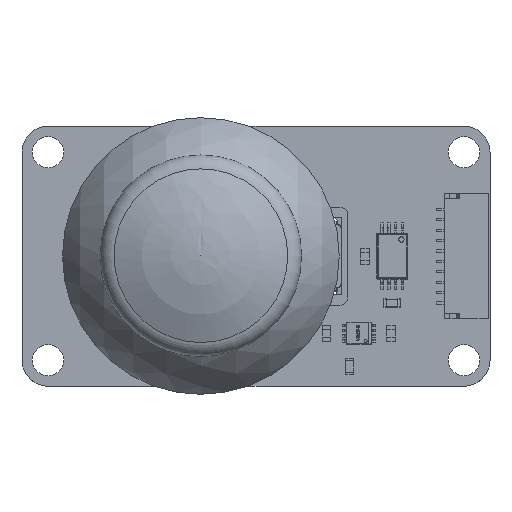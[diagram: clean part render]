
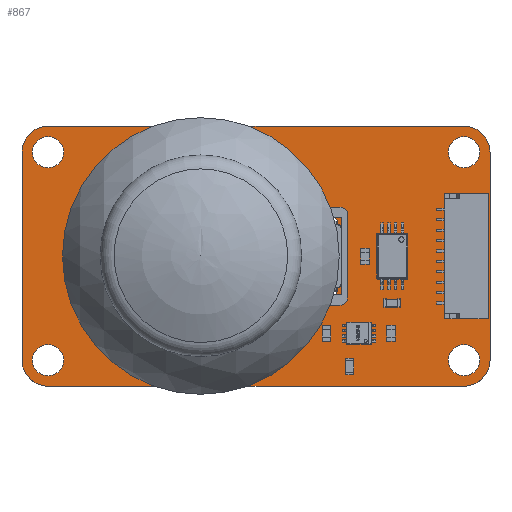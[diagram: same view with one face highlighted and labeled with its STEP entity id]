
A CAD part, top view. The second image highlights one B-rep face of the part: STEP entity #867.
In plain terms, the highlighted planar face has unit normal (0, 0, 1).
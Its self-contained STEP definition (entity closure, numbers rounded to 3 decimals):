
#22 = VERTEX_POINT('',#23);
#23 = CARTESIAN_POINT('',(-20.,12.499,0.));
#41 = VERTEX_POINT('',#42);
#42 = CARTESIAN_POINT('',(-22.499,10.,0.));
#48 = EDGE_CURVE('',#22,#41,#49,.T.);
#49 = CIRCLE('',#50,2.499);
#50 = AXIS2_PLACEMENT_3D('',#51,#52,#53);
#51 = CARTESIAN_POINT('',(-20.,10.,0.));
#52 = DIRECTION('',(0.,0.,1.));
#53 = DIRECTION('',(0.,1.,0.));
#64 = VERTEX_POINT('',#65);
#65 = CARTESIAN_POINT('',(20.,12.499,0.));
#80 = EDGE_CURVE('',#64,#22,#81,.T.);
#81 = LINE('',#82,#83);
#82 = CARTESIAN_POINT('',(20.,12.499,0.));
#83 = VECTOR('',#84,1.);
#84 = DIRECTION('',(-1.,0.,0.));
#104 = VERTEX_POINT('',#105);
#105 = CARTESIAN_POINT('',(-22.499,-10.,0.));
#111 = EDGE_CURVE('',#41,#104,#112,.T.);
#112 = LINE('',#113,#114);
#113 = CARTESIAN_POINT('',(-22.499,10.,0.));
#114 = VECTOR('',#115,1.);
#115 = DIRECTION('',(0.,-1.,0.));
#126 = VERTEX_POINT('',#127);
#127 = CARTESIAN_POINT('',(22.499,10.,0.));
#143 = EDGE_CURVE('',#126,#64,#144,.T.);
#144 = CIRCLE('',#145,2.499);
#145 = AXIS2_PLACEMENT_3D('',#146,#147,#148);
#146 = CARTESIAN_POINT('',(20.,10.,0.));
#147 = DIRECTION('',(-0.,0.,1.));
#148 = DIRECTION('',(1.,0.,0.));
#169 = VERTEX_POINT('',#170);
#170 = CARTESIAN_POINT('',(-20.,-12.499,0.));
#176 = EDGE_CURVE('',#104,#169,#177,.T.);
#177 = CIRCLE('',#178,2.499);
#178 = AXIS2_PLACEMENT_3D('',#179,#180,#181);
#179 = CARTESIAN_POINT('',(-20.,-10.,0.));
#180 = DIRECTION('',(0.,0.,1.));
#181 = DIRECTION('',(-1.,0.,0.));
#201 = VERTEX_POINT('',#202);
#202 = CARTESIAN_POINT('',(22.499,-10.,0.));
#208 = EDGE_CURVE('',#126,#201,#209,.T.);
#209 = LINE('',#210,#211);
#210 = CARTESIAN_POINT('',(22.499,10.,0.));
#211 = VECTOR('',#212,1.);
#212 = DIRECTION('',(0.,-1.,0.));
#232 = VERTEX_POINT('',#233);
#233 = CARTESIAN_POINT('',(20.,-12.499,0.));
#239 = EDGE_CURVE('',#169,#232,#240,.T.);
#240 = LINE('',#241,#242);
#241 = CARTESIAN_POINT('',(-20.,-12.499,0.));
#242 = VECTOR('',#243,1.);
#243 = DIRECTION('',(1.,0.,0.));
#262 = EDGE_CURVE('',#232,#201,#263,.T.);
#263 = CIRCLE('',#264,2.499);
#264 = AXIS2_PLACEMENT_3D('',#265,#266,#267);
#265 = CARTESIAN_POINT('',(20.,-10.,0.));
#266 = DIRECTION('',(-0.,0.,1.));
#267 = DIRECTION('',(0.,-1.,0.));
#278 = VERTEX_POINT('',#279);
#279 = CARTESIAN_POINT('',(2.949,-2.751,0.));
#295 = EDGE_CURVE('',#278,#278,#296,.T.);
#296 = CIRCLE('',#297,0.5);
#297 = AXIS2_PLACEMENT_3D('',#298,#299,#300);
#298 = CARTESIAN_POINT('',(2.949,-3.251,0.));
#299 = DIRECTION('',(0.,-0.,1.));
#300 = DIRECTION('',(0.,1.,0.));
#311 = VERTEX_POINT('',#312);
#312 = CARTESIAN_POINT('',(1.349,-6.999,0.));
#328 = EDGE_CURVE('',#311,#311,#329,.T.);
#329 = CIRCLE('',#330,0.751);
#330 = AXIS2_PLACEMENT_3D('',#331,#332,#333);
#331 = CARTESIAN_POINT('',(1.349,-7.75,0.));
#332 = DIRECTION('',(0.,-0.,1.));
#333 = DIRECTION('',(0.,1.,0.));
#344 = VERTEX_POINT('',#345);
#345 = CARTESIAN_POINT('',(-18.5,-10.,0.));
#361 = EDGE_CURVE('',#344,#344,#362,.T.);
#362 = CIRCLE('',#363,1.5);
#363 = AXIS2_PLACEMENT_3D('',#364,#365,#366);
#364 = CARTESIAN_POINT('',(-20.,-10.,0.));
#365 = DIRECTION('',(0.,0.,1.));
#366 = DIRECTION('',(1.,0.,0.));
#377 = VERTEX_POINT('',#378);
#378 = CARTESIAN_POINT('',(-15.052,-1.999,0.));
#394 = EDGE_CURVE('',#377,#377,#395,.T.);
#395 = CIRCLE('',#396,0.5);
#396 = AXIS2_PLACEMENT_3D('',#397,#398,#399);
#397 = CARTESIAN_POINT('',(-15.052,-2.499,0.));
#398 = DIRECTION('',(0.,-0.,1.));
#399 = DIRECTION('',(0.,1.,0.));
#410 = VERTEX_POINT('',#411);
#411 = CARTESIAN_POINT('',(-11.951,-6.999,0.));
#427 = EDGE_CURVE('',#410,#410,#428,.T.);
#428 = CIRCLE('',#429,0.751);
#429 = AXIS2_PLACEMENT_3D('',#430,#431,#432);
#430 = CARTESIAN_POINT('',(-11.951,-7.75,0.));
#431 = DIRECTION('',(0.,-0.,1.));
#432 = DIRECTION('',(0.,1.,0.));
#443 = VERTEX_POINT('',#444);
#444 = CARTESIAN_POINT('',(-11.951,8.5,0.));
#460 = EDGE_CURVE('',#443,#443,#461,.T.);
#461 = CIRCLE('',#462,0.751);
#462 = AXIS2_PLACEMENT_3D('',#463,#464,#465);
#463 = CARTESIAN_POINT('',(-11.951,7.75,0.));
#464 = DIRECTION('',(0.,-0.,1.));
#465 = DIRECTION('',(0.,1.,0.));
#476 = VERTEX_POINT('',#477);
#477 = CARTESIAN_POINT('',(1.349,8.5,0.));
#493 = EDGE_CURVE('',#476,#476,#494,.T.);
#494 = CIRCLE('',#495,0.751);
#495 = AXIS2_PLACEMENT_3D('',#496,#497,#498);
#496 = CARTESIAN_POINT('',(1.349,7.75,0.));
#497 = DIRECTION('',(0.,-0.,1.));
#498 = DIRECTION('',(0.,1.,0.));
#509 = VERTEX_POINT('',#510);
#510 = CARTESIAN_POINT('',(-5.301,10.251,0.));
#526 = EDGE_CURVE('',#509,#509,#527,.T.);
#527 = CIRCLE('',#528,0.5);
#528 = AXIS2_PLACEMENT_3D('',#529,#530,#531);
#529 = CARTESIAN_POINT('',(-5.301,9.751,0.));
#530 = DIRECTION('',(0.,-0.,1.));
#531 = DIRECTION('',(0.,1.,0.));
#542 = VERTEX_POINT('',#543);
#543 = CARTESIAN_POINT('',(-18.5,10.,0.));
#559 = EDGE_CURVE('',#542,#542,#560,.T.);
#560 = CIRCLE('',#561,1.5);
#561 = AXIS2_PLACEMENT_3D('',#562,#563,#564);
#562 = CARTESIAN_POINT('',(-20.,10.,0.));
#563 = DIRECTION('',(0.,0.,1.));
#564 = DIRECTION('',(1.,0.,0.));
#575 = VERTEX_POINT('',#576);
#576 = CARTESIAN_POINT('',(-7.8,10.251,0.));
#592 = EDGE_CURVE('',#575,#575,#593,.T.);
#593 = CIRCLE('',#594,0.5);
#594 = AXIS2_PLACEMENT_3D('',#595,#596,#597);
#595 = CARTESIAN_POINT('',(-7.8,9.751,0.));
#596 = DIRECTION('',(0.,-0.,1.));
#597 = DIRECTION('',(0.,1.,0.));
#608 = VERTEX_POINT('',#609);
#609 = CARTESIAN_POINT('',(-15.052,3.,0.));
#625 = EDGE_CURVE('',#608,#608,#626,.T.);
#626 = CIRCLE('',#627,0.5);
#627 = AXIS2_PLACEMENT_3D('',#628,#629,#630);
#628 = CARTESIAN_POINT('',(-15.052,2.499,0.));
#629 = DIRECTION('',(0.,-0.,1.));
#630 = DIRECTION('',(0.,1.,0.));
#641 = VERTEX_POINT('',#642);
#642 = CARTESIAN_POINT('',(-15.052,0.5,0.));
#658 = EDGE_CURVE('',#641,#641,#659,.T.);
#659 = CIRCLE('',#660,0.5);
#660 = AXIS2_PLACEMENT_3D('',#661,#662,#663);
#661 = CARTESIAN_POINT('',(-15.052,0.,0.));
#662 = DIRECTION('',(0.,-0.,1.));
#663 = DIRECTION('',(0.,1.,0.));
#674 = VERTEX_POINT('',#675);
#675 = CARTESIAN_POINT('',(7.348,3.752,0.));
#691 = EDGE_CURVE('',#674,#674,#692,.T.);
#692 = CIRCLE('',#693,0.5);
#693 = AXIS2_PLACEMENT_3D('',#694,#695,#696);
#694 = CARTESIAN_POINT('',(7.348,3.251,0.));
#695 = DIRECTION('',(0.,-0.,1.));
#696 = DIRECTION('',(0.,1.,0.));
#707 = VERTEX_POINT('',#708);
#708 = CARTESIAN_POINT('',(21.5,10.,0.));
#724 = EDGE_CURVE('',#707,#707,#725,.T.);
#725 = CIRCLE('',#726,1.5);
#726 = AXIS2_PLACEMENT_3D('',#727,#728,#729);
#727 = CARTESIAN_POINT('',(20.,10.,0.));
#728 = DIRECTION('',(0.,0.,1.));
#729 = DIRECTION('',(1.,0.,0.));
#740 = VERTEX_POINT('',#741);
#741 = CARTESIAN_POINT('',(-2.802,10.251,0.));
#757 = EDGE_CURVE('',#740,#740,#758,.T.);
#758 = CIRCLE('',#759,0.5);
#759 = AXIS2_PLACEMENT_3D('',#760,#761,#762);
#760 = CARTESIAN_POINT('',(-2.802,9.751,0.));
#761 = DIRECTION('',(0.,-0.,1.));
#762 = DIRECTION('',(0.,1.,0.));
#773 = VERTEX_POINT('',#774);
#774 = CARTESIAN_POINT('',(21.5,-10.,0.));
#790 = EDGE_CURVE('',#773,#773,#791,.T.);
#791 = CIRCLE('',#792,1.5);
#792 = AXIS2_PLACEMENT_3D('',#793,#794,#795);
#793 = CARTESIAN_POINT('',(20.,-10.,0.));
#794 = DIRECTION('',(0.,0.,1.));
#795 = DIRECTION('',(1.,0.,0.));
#806 = VERTEX_POINT('',#807);
#807 = CARTESIAN_POINT('',(7.348,-2.751,0.));
#823 = EDGE_CURVE('',#806,#806,#824,.T.);
#824 = CIRCLE('',#825,0.5);
#825 = AXIS2_PLACEMENT_3D('',#826,#827,#828);
#826 = CARTESIAN_POINT('',(7.348,-3.251,0.));
#827 = DIRECTION('',(0.,-0.,1.));
#828 = DIRECTION('',(0.,1.,0.));
#839 = VERTEX_POINT('',#840);
#840 = CARTESIAN_POINT('',(2.949,3.752,0.));
#856 = EDGE_CURVE('',#839,#839,#857,.T.);
#857 = CIRCLE('',#858,0.5);
#858 = AXIS2_PLACEMENT_3D('',#859,#860,#861);
#859 = CARTESIAN_POINT('',(2.949,3.251,0.));
#860 = DIRECTION('',(0.,-0.,1.));
#861 = DIRECTION('',(0.,1.,0.));
#867 = ADVANCED_FACE('',(#868,#878,#881,#884,#887,#890,#893,#896,#899,
    #902,#905,#908,#911,#914,#917,#920,#923,#926,#929),#932,.F.);
#868 = FACE_BOUND('',#869,.F.);
#869 = EDGE_LOOP('',(#870,#871,#872,#873,#874,#875,#876,#877));
#870 = ORIENTED_EDGE('',*,*,#48,.F.);
#871 = ORIENTED_EDGE('',*,*,#80,.F.);
#872 = ORIENTED_EDGE('',*,*,#143,.F.);
#873 = ORIENTED_EDGE('',*,*,#208,.T.);
#874 = ORIENTED_EDGE('',*,*,#262,.F.);
#875 = ORIENTED_EDGE('',*,*,#239,.F.);
#876 = ORIENTED_EDGE('',*,*,#176,.F.);
#877 = ORIENTED_EDGE('',*,*,#111,.F.);
#878 = FACE_BOUND('',#879,.F.);
#879 = EDGE_LOOP('',(#880));
#880 = ORIENTED_EDGE('',*,*,#295,.T.);
#881 = FACE_BOUND('',#882,.F.);
#882 = EDGE_LOOP('',(#883));
#883 = ORIENTED_EDGE('',*,*,#328,.T.);
#884 = FACE_BOUND('',#885,.F.);
#885 = EDGE_LOOP('',(#886));
#886 = ORIENTED_EDGE('',*,*,#361,.T.);
#887 = FACE_BOUND('',#888,.F.);
#888 = EDGE_LOOP('',(#889));
#889 = ORIENTED_EDGE('',*,*,#394,.T.);
#890 = FACE_BOUND('',#891,.F.);
#891 = EDGE_LOOP('',(#892));
#892 = ORIENTED_EDGE('',*,*,#427,.T.);
#893 = FACE_BOUND('',#894,.F.);
#894 = EDGE_LOOP('',(#895));
#895 = ORIENTED_EDGE('',*,*,#460,.T.);
#896 = FACE_BOUND('',#897,.F.);
#897 = EDGE_LOOP('',(#898));
#898 = ORIENTED_EDGE('',*,*,#493,.T.);
#899 = FACE_BOUND('',#900,.F.);
#900 = EDGE_LOOP('',(#901));
#901 = ORIENTED_EDGE('',*,*,#526,.T.);
#902 = FACE_BOUND('',#903,.F.);
#903 = EDGE_LOOP('',(#904));
#904 = ORIENTED_EDGE('',*,*,#559,.T.);
#905 = FACE_BOUND('',#906,.F.);
#906 = EDGE_LOOP('',(#907));
#907 = ORIENTED_EDGE('',*,*,#592,.T.);
#908 = FACE_BOUND('',#909,.F.);
#909 = EDGE_LOOP('',(#910));
#910 = ORIENTED_EDGE('',*,*,#625,.T.);
#911 = FACE_BOUND('',#912,.F.);
#912 = EDGE_LOOP('',(#913));
#913 = ORIENTED_EDGE('',*,*,#658,.T.);
#914 = FACE_BOUND('',#915,.F.);
#915 = EDGE_LOOP('',(#916));
#916 = ORIENTED_EDGE('',*,*,#691,.T.);
#917 = FACE_BOUND('',#918,.F.);
#918 = EDGE_LOOP('',(#919));
#919 = ORIENTED_EDGE('',*,*,#724,.T.);
#920 = FACE_BOUND('',#921,.F.);
#921 = EDGE_LOOP('',(#922));
#922 = ORIENTED_EDGE('',*,*,#757,.T.);
#923 = FACE_BOUND('',#924,.F.);
#924 = EDGE_LOOP('',(#925));
#925 = ORIENTED_EDGE('',*,*,#790,.T.);
#926 = FACE_BOUND('',#927,.F.);
#927 = EDGE_LOOP('',(#928));
#928 = ORIENTED_EDGE('',*,*,#823,.T.);
#929 = FACE_BOUND('',#930,.F.);
#930 = EDGE_LOOP('',(#931));
#931 = ORIENTED_EDGE('',*,*,#856,.T.);
#932 = PLANE('',#933);
#933 = AXIS2_PLACEMENT_3D('',#934,#935,#936);
#934 = CARTESIAN_POINT('',(-20.,12.499,0.));
#935 = DIRECTION('',(0.,0.,-1.));
#936 = DIRECTION('',(-1.,0.,0.));
